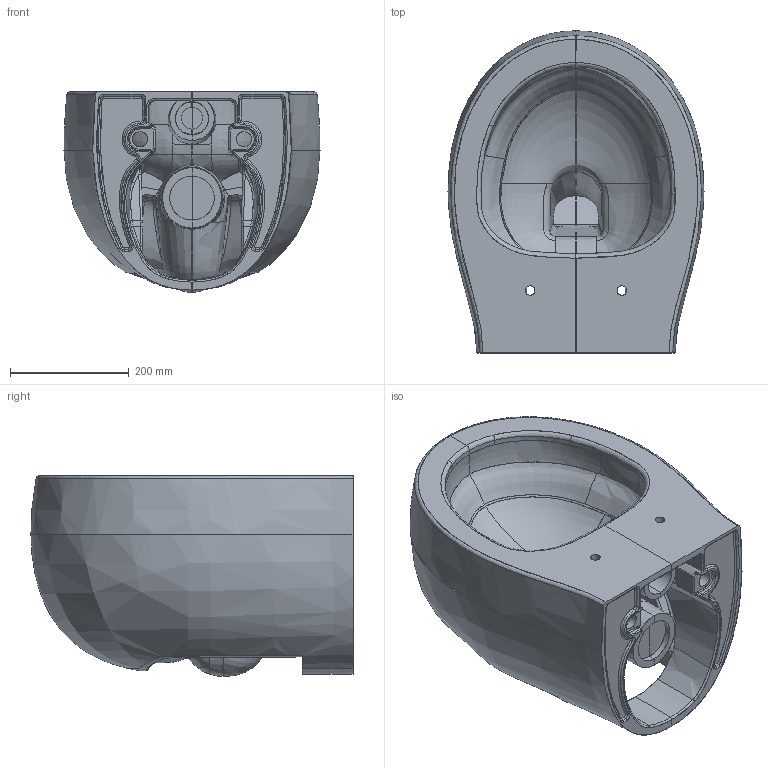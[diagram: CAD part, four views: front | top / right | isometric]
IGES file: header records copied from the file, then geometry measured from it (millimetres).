
Global section: file name: 39H5885urun.igs; native system: NX V7.5; preprocessor: SIEMENS PLM Software NX 7.5; date: 20150629.115642; units: millimetre
Bounding box: 432.01 x 543.73 x 338.88 mm (x, y, z)
Surface area: 1191078 mm2 (no closed solid volume)
Topology: 0 solids, 0 shells, 431 faces, 3648 edges, 3640 vertices
Faces by surface type: bspline 405, offset 26
